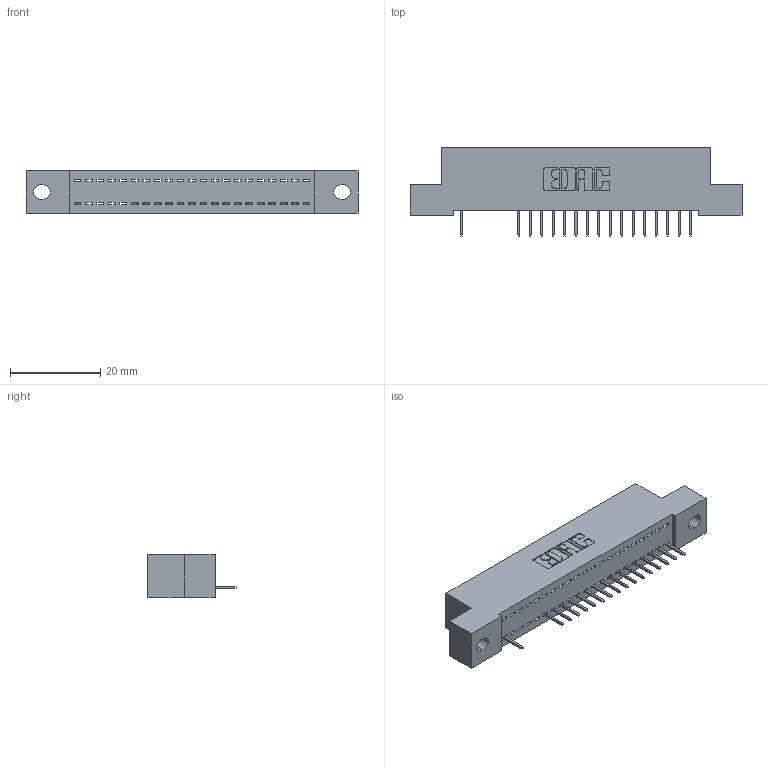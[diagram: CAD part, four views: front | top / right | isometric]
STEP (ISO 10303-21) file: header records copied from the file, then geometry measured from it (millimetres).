
FILE_DESCRIPTION (( 'STEP AP203' ), '1' );
FILE_NAME ('392-021-524-102.STEP', '2018-08-15T07:46:42', ( '' ), ( '' ), 'SwSTEP 2.0', 'SolidWorks 2016', '' );
FILE_SCHEMA (( 'CONFIG_CONTROL_DESIGN' ));
Length unit declared in the file: inch
Products named in the file (3): 392-021-524-102; 342 Part_.128 Slot; 345-292-001_345-293-124
Assembly tree (18 placements, depth 2):
  392-021-524-102
    342 Part_.128 Slot
    345-292-001_345-293-124  x17
Bounding box: 73.66 x 19.69 x 9.4 mm (x, y, z)
Volume: 6216.1 mm3; surface area: 8050 mm2
Topology: 18 solids, 18 shells, 1216 faces, 3539 edges, 2290 vertices
Faces by surface type: plane 934, cylinder 282
Entity records: 15503 total; most frequent: CARTESIAN_POINT 2701, ORIENTED_EDGE 2662, DIRECTION 2317, EDGE_CURVE 1331, VECTOR 1207, LINE 1207, VERTEX_POINT 882, AXIS2_PLACEMENT_3D 555
